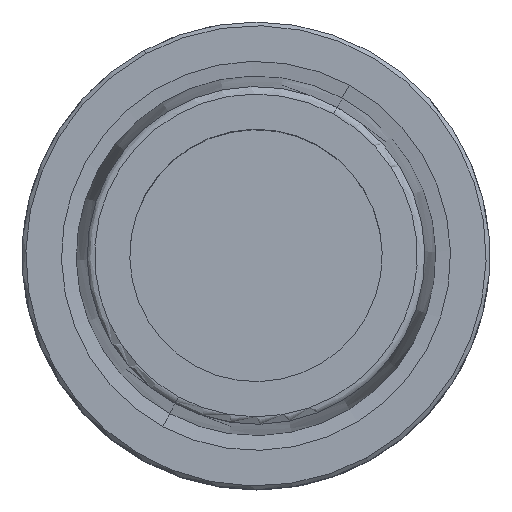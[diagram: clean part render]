
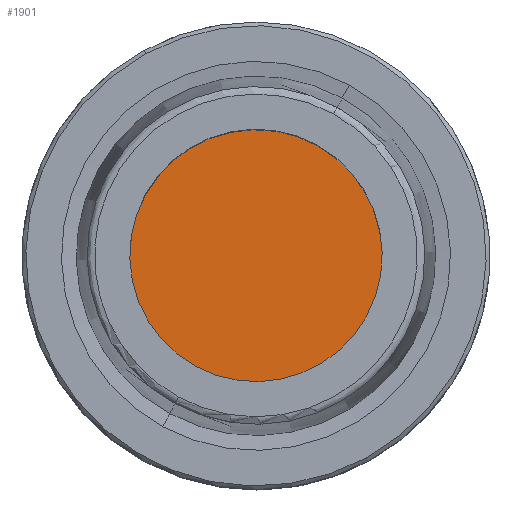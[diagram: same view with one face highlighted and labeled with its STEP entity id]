
A CAD part, top view. The second image highlights one B-rep face of the part: STEP entity #1901.
In plain terms, the highlighted planar face has unit normal (0, 0, 1).
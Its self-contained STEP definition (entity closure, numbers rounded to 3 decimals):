
#1881=AXIS2_PLACEMENT_3D('Plane Axis2P3D',#1878,#1879,#1880) ;
#1885=AXIS2_PLACEMENT_3D('Circle Axis2P3D',#1883,#1884,$) ;
#1894=AXIS2_PLACEMENT_3D('Circle Axis2P3D',#1892,#1893,$) ;
#1878=CARTESIAN_POINT('Axis2P3D Location',(0.,0.,-10.)) ;
#1883=CARTESIAN_POINT('Axis2P3D Location',(0.,0.,-10.)) ;
#1887=CARTESIAN_POINT('Vertex',(-8.15,-14.919,-10.)) ;
#1889=CARTESIAN_POINT('Vertex',(8.15,14.919,-10.)) ;
#1892=CARTESIAN_POINT('Axis2P3D Location',(0.,0.,-10.)) ;
#1879=DIRECTION('Axis2P3D Direction',(0.,0.,1.)) ;
#1880=DIRECTION('Axis2P3D XDirection',(1.,0.,0.)) ;
#1884=DIRECTION('Axis2P3D Direction',(0.,0.,1.)) ;
#1893=DIRECTION('Axis2P3D Direction',(0.,0.,1.)) ;
#1898=ORIENTED_EDGE('',*,*,#1891,.T.) ;
#1899=ORIENTED_EDGE('',*,*,#1896,.T.) ;
#1901=ADVANCED_FACE('NOCUT',(#1900),#1882,.T.) ;
#1886=CIRCLE('generated circle',#1885,17.) ;
#1895=CIRCLE('generated circle',#1894,17.) ;
#1891=EDGE_CURVE('',#1888,#1890,#1886,.T.) ;
#1896=EDGE_CURVE('',#1890,#1888,#1895,.T.) ;
#1897=EDGE_LOOP('',(#1898,#1899)) ;
#1900=FACE_OUTER_BOUND('',#1897,.T.) ;
#1882=PLANE('',#1881) ;
#1888=VERTEX_POINT('',#1887) ;
#1890=VERTEX_POINT('',#1889) ;
